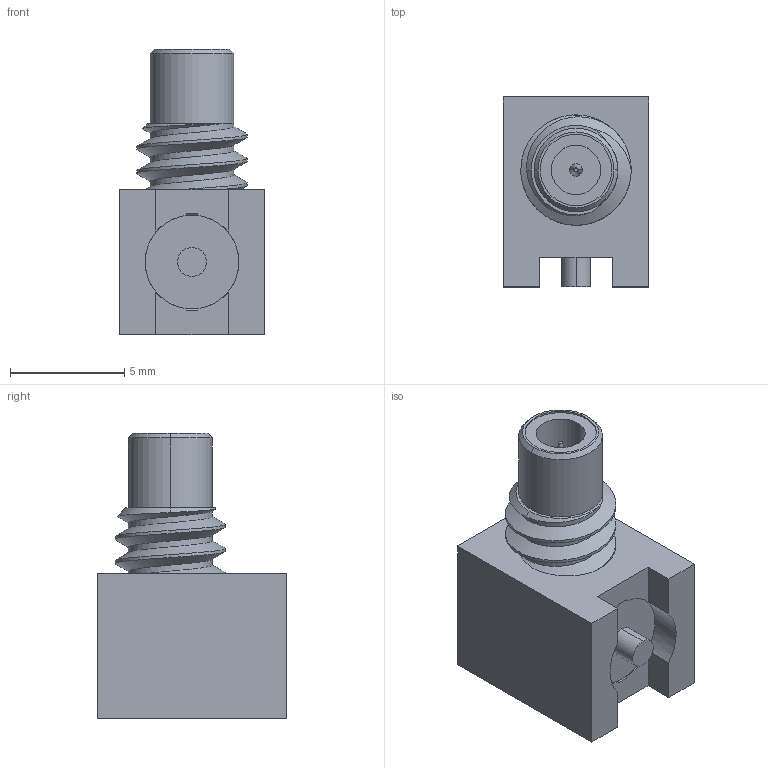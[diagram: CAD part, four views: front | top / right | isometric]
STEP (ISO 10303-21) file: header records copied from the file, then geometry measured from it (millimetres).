
FILE_DESCRIPTION (( 'STEP AP214' ), '1' );
FILE_NAME ('RFPCB-SMC-FR-10G-191_3D.step', '2023-03-17T15:12:56', ( '' ), ( '' ), 'SwSTEP 2.0', 'SolidWorks 2022', '' );
FILE_SCHEMA (( 'AUTOMOTIVE_DESIGN' ));
Length unit declared in the file: inch
Products named in the file (1): RFPCB-SMC-FR-10G-191_3D
Bounding box: 6.35 x 8.3 x 12.47 mm (x, y, z)
Volume: 370.6 mm3; surface area: 424.8 mm2
Topology: 1 solids, 1 shells, 53 faces, 131 edges, 86 vertices
Faces by surface type: plane 26, cylinder 18, cone 6, bspline 3
Entity records: 2808 total; most frequent: CARTESIAN_POINT 1536, ORIENTED_EDGE 262, DIRECTION 242, EDGE_CURVE 131, VERTEX_POINT 86, AXIS2_PLACEMENT_3D 85, LINE 72, VECTOR 72
